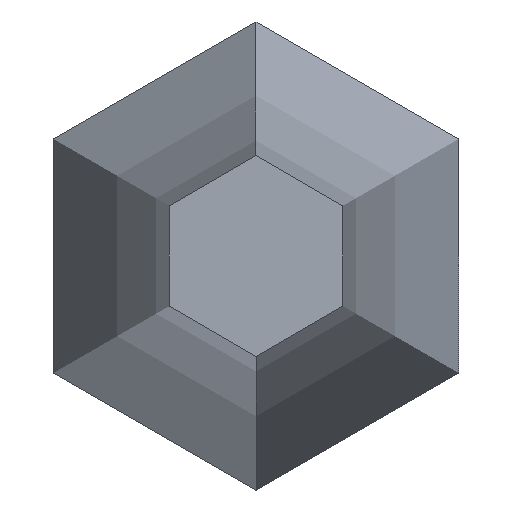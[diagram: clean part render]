
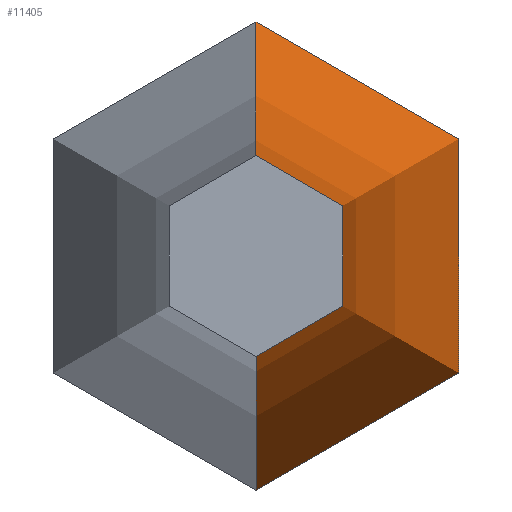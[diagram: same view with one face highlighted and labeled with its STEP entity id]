
A CAD part, front view. The second image highlights one B-rep face of the part: STEP entity #11405.
In plain terms, the highlighted toroidal (fillet/blend) face has major radius 78.062 mm and minor radius 72.062 mm.
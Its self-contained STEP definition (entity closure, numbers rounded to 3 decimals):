
#121 = DIRECTION ( 'NONE',  ( 0., 0., -1. ) ) ;
#395 = ORIENTED_EDGE ( 'NONE', *, *, #1114, .T. ) ;
#557 = CIRCLE ( 'NONE', #4692, 14. ) ;
#1114 = EDGE_CURVE ( 'NONE', #7033, #1570, #3152, .T. ) ;
#1129 = FACE_OUTER_BOUND ( 'NONE', #9714, .T. ) ;
#1570 = VERTEX_POINT ( 'NONE', #15030 ) ;
#1684 = EDGE_CURVE ( 'NONE', #7033, #11877, #557, .T. ) ;
#1914 = CARTESIAN_POINT ( 'NONE',  ( 0., 38., -6. ) ) ;
#2204 = EDGE_CURVE ( 'NONE', #11877, #13627, #3333, .T. ) ;
#2885 = DIRECTION ( 'NONE',  ( 0., -1., 0. ) ) ;
#3018 = DIRECTION ( 'NONE',  ( 0., 0., -1. ) ) ;
#3152 = CIRCLE ( 'NONE', #13919, 72.063 ) ;
#3333 = CIRCLE ( 'NONE', #18569, 72.063 ) ;
#3725 = CARTESIAN_POINT ( 'NONE',  ( 0., 5., 14. ) ) ;
#4452 = DIRECTION ( 'NONE',  ( 1., 0., 0. ) ) ;
#4534 = CARTESIAN_POINT ( 'NONE',  ( 0., 38., 0. ) ) ;
#4536 = CIRCLE ( 'NONE', #9390, 6. ) ;
#4692 = AXIS2_PLACEMENT_3D ( 'NONE', #15189, #19714, #3018 ) ;
#6902 = AXIS2_PLACEMENT_3D ( 'NONE', #4534, #12012, #7609 ) ;
#7033 = VERTEX_POINT ( 'NONE', #3725 ) ;
#7609 = DIRECTION ( 'NONE',  ( 0., 0., -1. ) ) ;
#7718 = ORIENTED_EDGE ( 'NONE', *, *, #1684, .F. ) ;
#9119 = CARTESIAN_POINT ( 'NONE',  ( 0., 38., 78.063 ) ) ;
#9390 = AXIS2_PLACEMENT_3D ( 'NONE', #11310, #15354, #121 ) ;
#9714 = EDGE_LOOP ( 'NONE', ( #7718, #395, #16188, #17393 ) ) ;
#11000 = DIRECTION ( 'NONE',  ( 0., 0., -1. ) ) ;
#11310 = CARTESIAN_POINT ( 'NONE',  ( 0., 38., 0. ) ) ;
#11405 = ADVANCED_FACE ( 'NONE', ( #1129 ), #16915, .F. ) ;
#11877 = VERTEX_POINT ( 'NONE', #12753 ) ;
#12012 = DIRECTION ( 'NONE',  ( 0., -1., 0. ) ) ;
#12753 = CARTESIAN_POINT ( 'NONE',  ( 0., 5., -14. ) ) ;
#13627 = VERTEX_POINT ( 'NONE', #1914 ) ;
#13919 = AXIS2_PLACEMENT_3D ( 'NONE', #9119, #4452, #11000 ) ;
#15030 = CARTESIAN_POINT ( 'NONE',  ( 0., 38., 6. ) ) ;
#15189 = CARTESIAN_POINT ( 'NONE',  ( 0., 5., 0. ) ) ;
#15354 = DIRECTION ( 'NONE',  ( 0., -1., 0. ) ) ;
#16188 = ORIENTED_EDGE ( 'NONE', *, *, #18384, .T. ) ;
#16915 = TOROIDAL_SURFACE ( 'NONE', #6902, 78.063, 72.063 ) ;
#17393 = ORIENTED_EDGE ( 'NONE', *, *, #2204, .F. ) ;
#17839 = CARTESIAN_POINT ( 'NONE',  ( 0., 38., -78.063 ) ) ;
#18384 = EDGE_CURVE ( 'NONE', #1570, #13627, #4536, .T. ) ;
#18569 = AXIS2_PLACEMENT_3D ( 'NONE', #17839, #19366, #2885 ) ;
#19366 = DIRECTION ( 'NONE',  ( -1., 0., 0. ) ) ;
#19714 = DIRECTION ( 'NONE',  ( 0., -1., 0. ) ) ;
